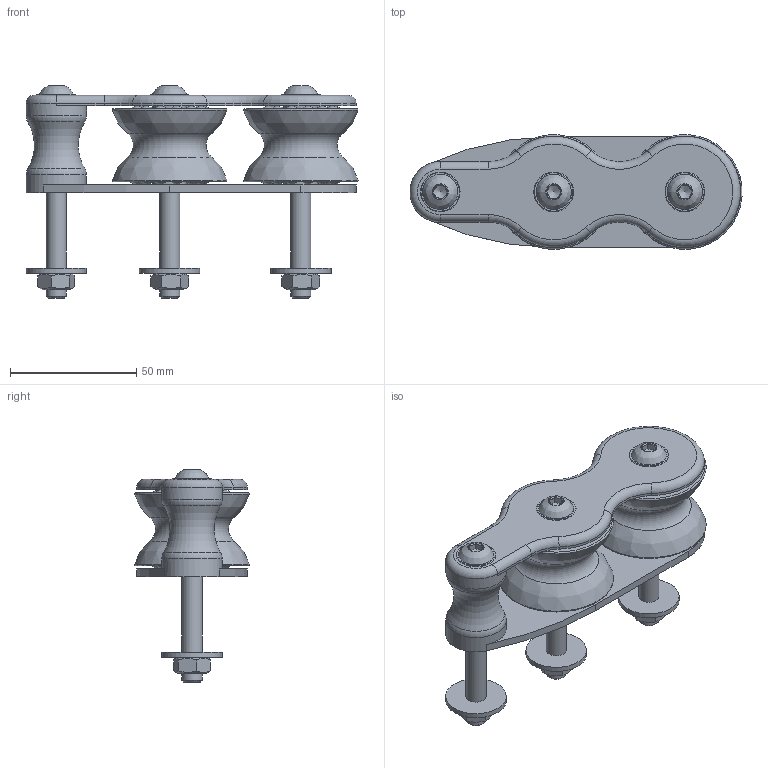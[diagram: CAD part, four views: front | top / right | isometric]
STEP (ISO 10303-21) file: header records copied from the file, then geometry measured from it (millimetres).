
FILE_DESCRIPTION(/* description */ (''),/* implementation_level */ '2;1');
FILE_NAME(/* name */ 'T520.stp',/* time_stamp */ '2018-10-08T09:38:21+02:00',/* author */ ('gianni'),/* organization */ (''),/* preprocessor_version */ 'ST-DEVELOPER v16.5',/* originating_system */ 'Autodesk Inventor 2017',/* authorisation */ '');
FILE_SCHEMA (('AUTOMOTIVE_DESIGN { 1 0 10303 214 3 1 1 }'));
Length unit declared in the file: millimetre
Products named in the file (1): 18092493
Bounding box: 131.68 x 45.37 x 84.4 mm (x, y, z)
Volume: 121394.3 mm3; surface area: 41804.6 mm2
Topology: 1 solids, 1 shells, 193 faces, 393 edges, 276 vertices
Faces by surface type: plane 66, sphere 52, cylinder 33, cone 18, torus 17, bspline 7
Full cylindrical faces by diameter (mm): 8 x6, 13.5 x4, 14 x3, 15.7 x3, 24 x5
Entity records: 4870 total; most frequent: CARTESIAN_POINT 1113, DIRECTION 802, ORIENTED_EDGE 648, AXIS2_PLACEMENT_3D 370, EDGE_CURVE 324, EDGE_LOOP 319, VERTEX_POINT 255, FACE_OUTER_BOUND 193
